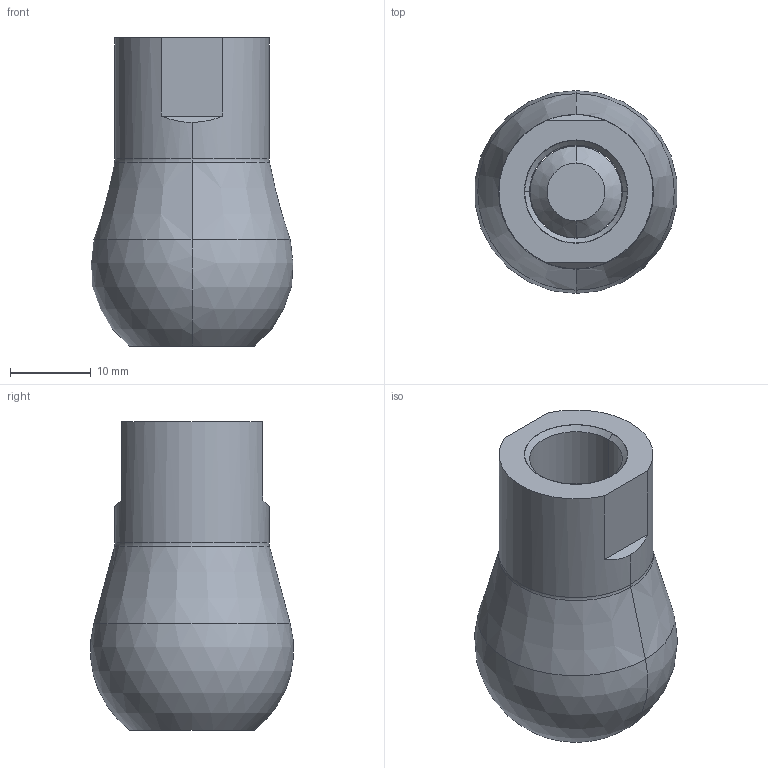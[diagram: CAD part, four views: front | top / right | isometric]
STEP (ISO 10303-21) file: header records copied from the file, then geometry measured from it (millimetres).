
FILE_DESCRIPTION((''),'2;1');
FILE_NAME('ILC15801003','2012-12-21T',('kr'),(''),'PRO/ENGINEER BY PARAMETRIC TECHNOLOGY CORPORATION, 2007460','PRO/ENGINEER BY PARAMETRIC TECHNOLOGY CORPORATION, 2007460','');
FILE_SCHEMA(('AUTOMOTIVE_DESIGN_CC2 { 1 2 10303 214 -1 1 5 2 }'));
Length unit declared in the file: inch
Products named in the file (1): ILC15801003
Bounding box: 24.95 x 25.08 x 38.1 mm (x, y, z)
Volume: 10359.7 mm3; surface area: 6507.8 mm2
Topology: 2 solids, 3 shells, 35 faces, 78 edges, 48 vertices
Faces by surface type: plane 15, cylinder 8, cone 8, torus 2, sphere 2
Entity records: 1102 total; most frequent: DIRECTION 178, CARTESIAN_POINT 174, ORIENTED_EDGE 152, COLOUR_RGB 105, EDGE_CURVE 78, AXIS2_PLACEMENT_3D 68, VERTEX_POINT 48, VECTOR 42
